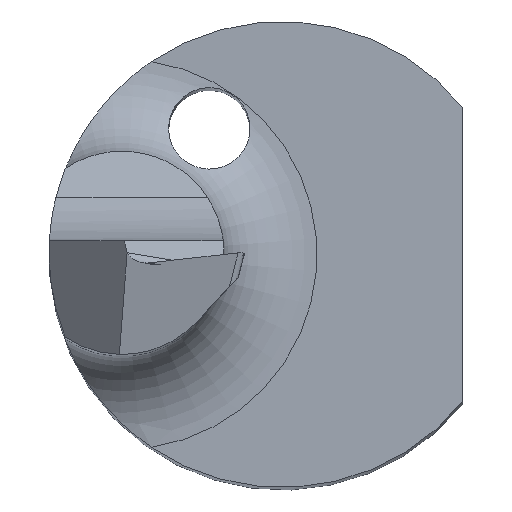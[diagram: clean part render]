
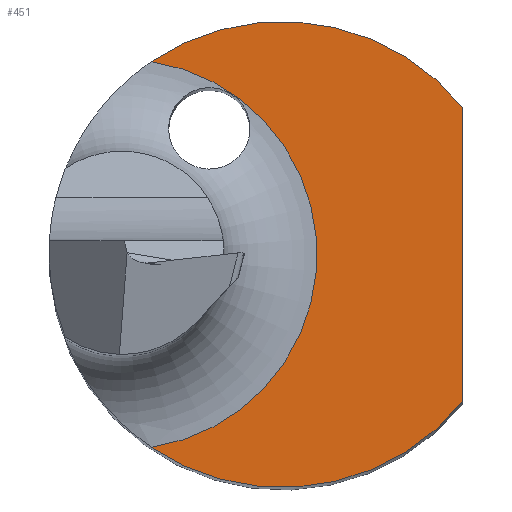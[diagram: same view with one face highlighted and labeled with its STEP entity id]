
A CAD part, top view. The second image highlights one B-rep face of the part: STEP entity #451.
In plain terms, the highlighted planar face has unit normal (0, 0, 1).
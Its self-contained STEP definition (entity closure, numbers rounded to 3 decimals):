
#18 = AXIS2_PLACEMENT_3D ( 'NONE', #289, #742, #486 ) ;
#22 = CARTESIAN_POINT ( 'NONE',  ( 0., 0., 14. ) ) ;
#42 = EDGE_CURVE ( 'NONE', #239, #634, #378, .T. ) ;
#60 = CARTESIAN_POINT ( 'NONE',  ( 1.55, 1.264, 14. ) ) ;
#86 = CARTESIAN_POINT ( 'NONE',  ( 0., 0., 14. ) ) ;
#93 = DIRECTION ( 'NONE',  ( 0., 0., 1. ) ) ;
#94 = CIRCLE ( 'NONE', #338, 1.675 ) ;
#113 = DIRECTION ( 'NONE',  ( 1., 0., 0. ) ) ;
#114 = VERTEX_POINT ( 'NONE', #765 ) ;
#119 = EDGE_CURVE ( 'NONE', #114, #239, #94, .T. ) ;
#153 = DIRECTION ( 'NONE',  ( 1., 0., 0. ) ) ;
#155 = FACE_OUTER_BOUND ( 'NONE', #379, .T. ) ;
#178 = AXIS2_PLACEMENT_3D ( 'NONE', #22, #356, #153 ) ;
#179 = EDGE_CURVE ( 'NONE', #634, #372, #817, .T. ) ;
#239 = VERTEX_POINT ( 'NONE', #331 ) ;
#289 = CARTESIAN_POINT ( 'NONE',  ( 0., 0., 14. ) ) ;
#301 = DIRECTION ( 'NONE',  ( 0., 1., 0. ) ) ;
#322 = ORIENTED_EDGE ( 'NONE', *, *, #785, .T. ) ;
#331 = CARTESIAN_POINT ( 'NONE',  ( -1.122, -1.656, 14. ) ) ;
#338 = AXIS2_PLACEMENT_3D ( 'NONE', #630, #431, #113 ) ;
#346 = DIRECTION ( 'NONE',  ( 1., 0., 0. ) ) ;
#356 = DIRECTION ( 'NONE',  ( 0., 0., 1. ) ) ;
#365 = AXIS2_PLACEMENT_3D ( 'NONE', #86, #93, #346 ) ;
#372 = VERTEX_POINT ( 'NONE', #741 ) ;
#378 = CIRCLE ( 'NONE', #18, 2. ) ;
#379 = EDGE_LOOP ( 'NONE', ( #322, #826, #452, #442 ) ) ;
#431 = DIRECTION ( 'NONE',  ( 0., 0., -1. ) ) ;
#442 = ORIENTED_EDGE ( 'NONE', *, *, #179, .T. ) ;
#451 = ADVANCED_FACE ( 'NONE', ( #155 ), #798, .T. ) ;
#452 = ORIENTED_EDGE ( 'NONE', *, *, #42, .T. ) ;
#486 = DIRECTION ( 'NONE',  ( 1., 0., 0. ) ) ;
#540 = CIRCLE ( 'NONE', #178, 2. ) ;
#593 = CARTESIAN_POINT ( 'NONE',  ( 1.55, -1.264, 14. ) ) ;
#605 = VECTOR ( 'NONE', #301, 1000. ) ;
#630 = CARTESIAN_POINT ( 'NONE',  ( -1.375, 0., 14. ) ) ;
#634 = VERTEX_POINT ( 'NONE', #593 ) ;
#741 = CARTESIAN_POINT ( 'NONE',  ( 1.55, 1.264, 14. ) ) ;
#742 = DIRECTION ( 'NONE',  ( 0., 0., 1. ) ) ;
#765 = CARTESIAN_POINT ( 'NONE',  ( -1.122, 1.656, 14. ) ) ;
#785 = EDGE_CURVE ( 'NONE', #372, #114, #540, .T. ) ;
#798 = PLANE ( 'NONE',  #365 ) ;
#817 = LINE ( 'NONE', #60, #605 ) ;
#826 = ORIENTED_EDGE ( 'NONE', *, *, #119, .T. ) ;
